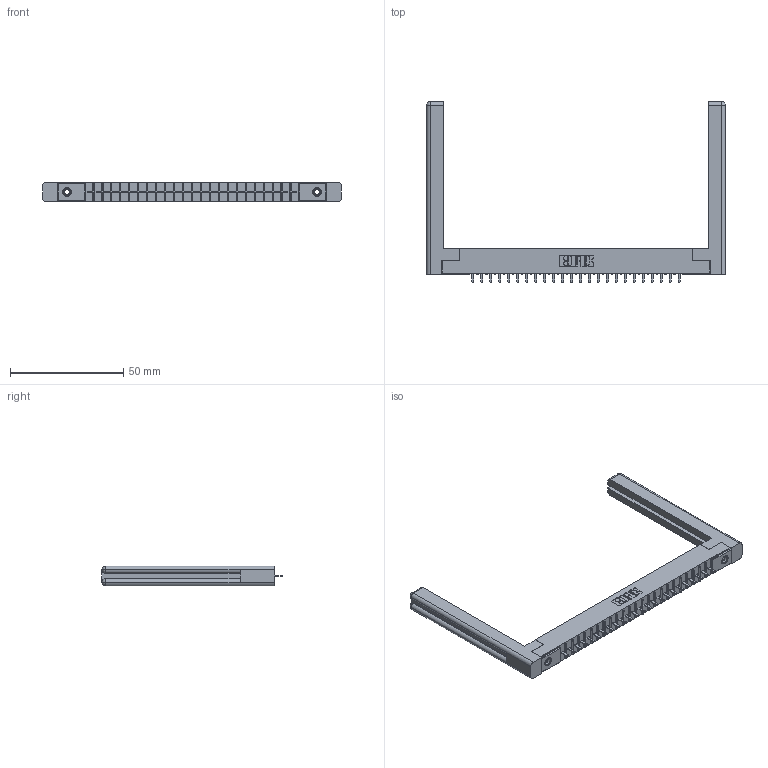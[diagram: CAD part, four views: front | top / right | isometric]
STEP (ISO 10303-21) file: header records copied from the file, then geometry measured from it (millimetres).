
FILE_DESCRIPTION (( 'STEP AP203' ), '1' );
FILE_NAME ('306-024-421-158.STEP', '2020-09-21T22:27:30', ( '' ), ( '' ), 'SwSTEP 2.0', 'SolidWorks 2020', '' );
FILE_SCHEMA (( 'CONFIG_CONTROL_DESIGN' ));
Length unit declared in the file: inch
Products named in the file (5): 345-250-001_345-250-001-102; 306 Part_.156 Dia; 306-290-001_121; 306-024-421-158; 307-220-058
Assembly tree (29 placements, depth 2):
  306-024-421-158
    306 Part_.156 Dia
    306-290-001_121  x24
    345-250-001_345-250-001-102  x2
    307-220-058  x2
Bounding box: 131.72 x 79.53 x 8.71 mm (x, y, z)
Volume: 16628.9 mm3; surface area: 18477.5 mm2
Topology: 29 solids, 29 shells, 1938 faces, 5398 edges, 3456 vertices
Faces by surface type: plane 1280, cylinder 538, sphere 96, cone 12, torus 12
Entity records: 27302 total; most frequent: CARTESIAN_POINT 4590, ORIENTED_EDGE 4490, DIRECTION 4483, EDGE_CURVE 2245, LINE 1741, VECTOR 1741, VERTEX_POINT 1424, AXIS2_PLACEMENT_3D 1371
